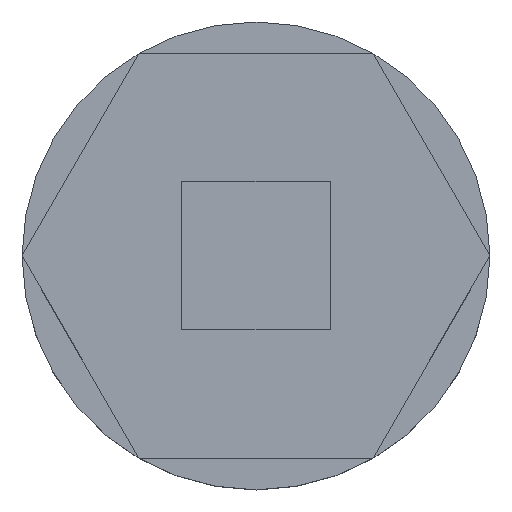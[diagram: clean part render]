
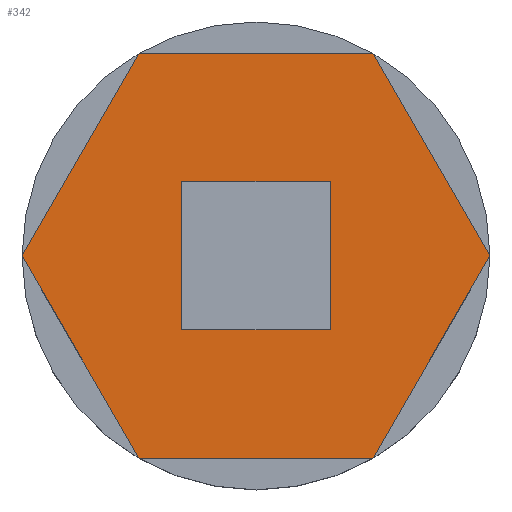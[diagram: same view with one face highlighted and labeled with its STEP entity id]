
A CAD part, top view. The second image highlights one B-rep face of the part: STEP entity #342.
In plain terms, the highlighted planar face has unit normal (0, 0, 1).
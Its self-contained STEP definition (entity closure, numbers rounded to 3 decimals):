
#24=FACE_BOUND('',#88,.T.);
#39=PLANE('',#382);
#62=FACE_OUTER_BOUND('',#87,.T.);
#87=EDGE_LOOP('',(#292,#293,#294,#295,#296,#297));
#88=EDGE_LOOP('',(#298,#299,#300,#301));
#100=LINE('',#551,#133);
#104=LINE('',#559,#137);
#107=LINE('',#565,#140);
#110=LINE('',#570,#143);
#114=LINE('',#580,#147);
#117=LINE('',#586,#150);
#120=LINE('',#592,#153);
#123=LINE('',#598,#156);
#126=LINE('',#604,#159);
#129=LINE('',#608,#162);
#133=VECTOR('',#416,10.);
#137=VECTOR('',#422,10.);
#140=VECTOR('',#427,10.);
#143=VECTOR('',#432,10.);
#147=VECTOR('',#440,10.);
#150=VECTOR('',#445,10.);
#153=VECTOR('',#450,10.);
#156=VECTOR('',#455,10.);
#159=VECTOR('',#460,10.);
#162=VECTOR('',#465,10.);
#172=VERTEX_POINT('',#549);
#173=VERTEX_POINT('',#550);
#176=VERTEX_POINT('',#558);
#178=VERTEX_POINT('',#564);
#182=VERTEX_POINT('',#577);
#183=VERTEX_POINT('',#579);
#185=VERTEX_POINT('',#585);
#187=VERTEX_POINT('',#591);
#189=VERTEX_POINT('',#597);
#191=VERTEX_POINT('',#603);
#199=EDGE_CURVE('',#172,#173,#100,.T.);
#203=EDGE_CURVE('',#176,#172,#104,.T.);
#206=EDGE_CURVE('',#178,#176,#107,.T.);
#209=EDGE_CURVE('',#173,#178,#110,.T.);
#213=EDGE_CURVE('',#183,#182,#114,.T.);
#216=EDGE_CURVE('',#185,#183,#117,.T.);
#219=EDGE_CURVE('',#187,#185,#120,.T.);
#222=EDGE_CURVE('',#189,#187,#123,.T.);
#225=EDGE_CURVE('',#191,#189,#126,.T.);
#228=EDGE_CURVE('',#182,#191,#129,.T.);
#292=ORIENTED_EDGE('',*,*,#228,.T.);
#293=ORIENTED_EDGE('',*,*,#225,.T.);
#294=ORIENTED_EDGE('',*,*,#222,.T.);
#295=ORIENTED_EDGE('',*,*,#219,.T.);
#296=ORIENTED_EDGE('',*,*,#216,.T.);
#297=ORIENTED_EDGE('',*,*,#213,.T.);
#298=ORIENTED_EDGE('',*,*,#199,.T.);
#299=ORIENTED_EDGE('',*,*,#209,.T.);
#300=ORIENTED_EDGE('',*,*,#206,.T.);
#301=ORIENTED_EDGE('',*,*,#203,.T.);
#342=ADVANCED_FACE('',(#62,#24),#39,.T.);
#382=AXIS2_PLACEMENT_3D('',#609,#466,#467);
#416=DIRECTION('',(0.,1.,0.));
#422=DIRECTION('',(-1.,0.,0.));
#427=DIRECTION('',(0.,-1.,0.));
#432=DIRECTION('',(1.,0.,0.));
#440=DIRECTION('',(1.,0.,0.));
#445=DIRECTION('',(0.5,-0.866,0.));
#450=DIRECTION('',(-0.5,-0.866,0.));
#455=DIRECTION('',(-1.,0.,0.));
#460=DIRECTION('',(-0.5,0.866,0.));
#465=DIRECTION('',(0.5,0.866,0.));
#466=DIRECTION('center_axis',(0.,0.,1.));
#467=DIRECTION('ref_axis',(1.,0.,0.));
#549=CARTESIAN_POINT('',(-6.35,-6.35,19.));
#550=CARTESIAN_POINT('',(-6.35,6.35,19.));
#551=CARTESIAN_POINT('',(-6.35,-3.175,19.));
#558=CARTESIAN_POINT('',(6.35,-6.35,19.));
#559=CARTESIAN_POINT('',(3.175,-6.35,19.));
#564=CARTESIAN_POINT('',(6.35,6.35,19.));
#565=CARTESIAN_POINT('',(6.35,3.175,19.));
#570=CARTESIAN_POINT('',(-3.175,6.35,19.));
#577=CARTESIAN_POINT('',(10.,-17.321,19.));
#579=CARTESIAN_POINT('',(-10.,-17.321,19.));
#580=CARTESIAN_POINT('',(-10.,-17.321,19.));
#585=CARTESIAN_POINT('',(-20.,0.,19.));
#586=CARTESIAN_POINT('',(-20.,0.,19.));
#591=CARTESIAN_POINT('',(-10.,17.321,19.));
#592=CARTESIAN_POINT('',(-10.,17.321,19.));
#597=CARTESIAN_POINT('',(10.,17.321,19.));
#598=CARTESIAN_POINT('',(10.,17.321,19.));
#603=CARTESIAN_POINT('',(20.,0.,19.));
#604=CARTESIAN_POINT('',(20.,0.,19.));
#608=CARTESIAN_POINT('',(10.,-17.321,19.));
#609=CARTESIAN_POINT('Origin',(0.,0.,19.));
